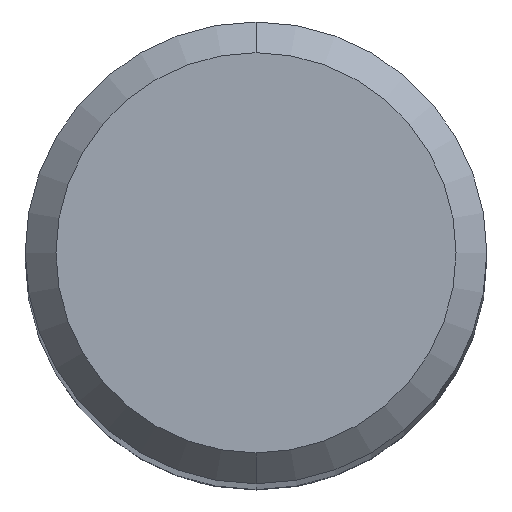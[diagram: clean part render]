
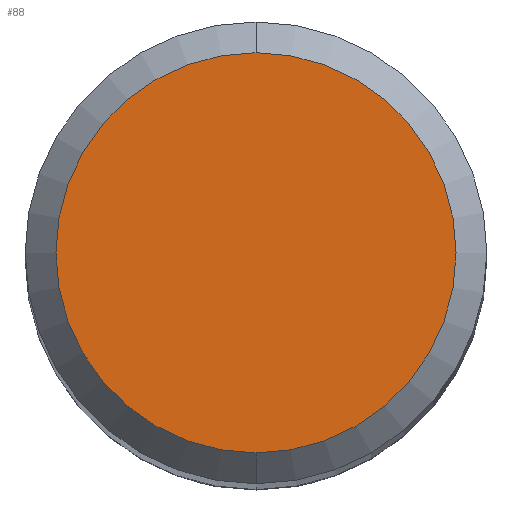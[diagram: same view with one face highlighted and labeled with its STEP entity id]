
A CAD part, top view. The second image highlights one B-rep face of the part: STEP entity #88.
In plain terms, the highlighted planar face has unit normal (0, 0, 1).
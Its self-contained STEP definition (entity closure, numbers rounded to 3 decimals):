
#86=EDGE_CURVE('',#92,#94,#182,.T.);
#88=ADVANCED_FACE('',(#184),#185,.T.);
#92=VERTEX_POINT('',#189);
#94=VERTEX_POINT('',#191);
#132=EDGE_CURVE('',#94,#92,#234,.T.);
#182=CIRCLE('',#283,2.6);
#184=FACE_OUTER_BOUND('',#285,.T.);
#185=PLANE('',#286);
#189=CARTESIAN_POINT('',(0.0,2.6,0.0));
#191=CARTESIAN_POINT('',(0.,-2.6,0.0));
#234=CIRCLE('',#347,2.6);
#283=AXIS2_PLACEMENT_3D('',#389,#390,#391);
#285=EDGE_LOOP('',(#393,#394));
#286=AXIS2_PLACEMENT_3D('',#395,#396,#397);
#347=AXIS2_PLACEMENT_3D('',#458,#459,#460);
#389=CARTESIAN_POINT('',(0.0,0.0,0.0));
#390=DIRECTION('',(0.0,0.0,-1.0));
#391=DIRECTION('',(0.0,1.0,0.0));
#393=ORIENTED_EDGE('',*,*,#86,.F.);
#394=ORIENTED_EDGE('',*,*,#132,.F.);
#395=CARTESIAN_POINT('',(0.0,1.3,0.0));
#396=DIRECTION('',(-0.0,0.0,1.0));
#397=DIRECTION('',(0.0,-1.0,0.0));
#458=CARTESIAN_POINT('',(0.0,0.0,0.0));
#459=DIRECTION('',(0.0,0.0,-1.0));
#460=DIRECTION('',(0.0,1.0,0.0));
